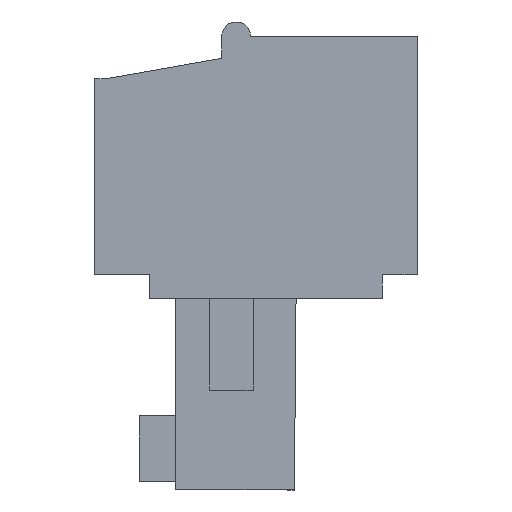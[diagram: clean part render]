
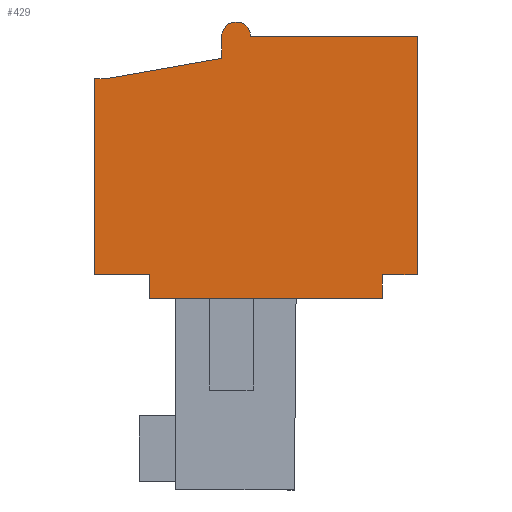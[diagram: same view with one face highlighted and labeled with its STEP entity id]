
A CAD part, left-side view. The second image highlights one B-rep face of the part: STEP entity #429.
In plain terms, the highlighted planar face has unit normal (-1, 0, 0).
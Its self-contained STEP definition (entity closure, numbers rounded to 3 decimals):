
#345=AXIS2_PLACEMENT_3D('Plane Axis2P3D',#342,#343,#344) ;
#363=AXIS2_PLACEMENT_3D('Circle Axis2P3D',#361,#362,$) ;
#40=CARTESIAN_POINT('Vertex',(0.,1.2,7.4)) ;
#45=CARTESIAN_POINT('Line Origine',(0.,1.2,7.)) ;
#49=CARTESIAN_POINT('Vertex',(0.,1.2,6.6)) ;
#285=CARTESIAN_POINT('Vertex',(0.,0.,7.4)) ;
#288=CARTESIAN_POINT('Line Origine',(0.,0.6,7.4)) ;
#342=CARTESIAN_POINT('Axis2P3D Location',(0.,0.,0.)) ;
#347=CARTESIAN_POINT('Line Origine',(0.,0.,11.5)) ;
#351=CARTESIAN_POINT('Vertex',(0.,0.,15.6)) ;
#354=CARTESIAN_POINT('Line Origine',(0.,2.865,15.6)) ;
#358=CARTESIAN_POINT('Vertex',(0.,5.73,15.6)) ;
#361=CARTESIAN_POINT('Axis2P3D Location',(0.,6.23,15.6)) ;
#365=CARTESIAN_POINT('Vertex',(0.,6.73,15.6)) ;
#368=CARTESIAN_POINT('Line Origine',(0.,6.73,15.225)) ;
#372=CARTESIAN_POINT('Vertex',(0.,6.73,14.85)) ;
#375=CARTESIAN_POINT('Line Origine',(0.,8.715,14.5)) ;
#379=CARTESIAN_POINT('Vertex',(0.,10.7,14.15)) ;
#382=CARTESIAN_POINT('Line Origine',(0.,10.9,14.15)) ;
#386=CARTESIAN_POINT('Vertex',(0.,11.1,14.15)) ;
#389=CARTESIAN_POINT('Line Origine',(0.,11.1,10.775)) ;
#393=CARTESIAN_POINT('Vertex',(0.,11.1,7.4)) ;
#396=CARTESIAN_POINT('Line Origine',(0.,10.15,7.4)) ;
#400=CARTESIAN_POINT('Vertex',(0.,9.2,7.4)) ;
#403=CARTESIAN_POINT('Line Origine',(0.,9.2,7.)) ;
#407=CARTESIAN_POINT('Vertex',(0.,9.2,6.6)) ;
#410=CARTESIAN_POINT('Line Origine',(0.,5.2,6.6)) ;
#46=DIRECTION('Vector Direction',(0.,0.,-1.)) ;
#289=DIRECTION('Vector Direction',(0.,1.,0.)) ;
#343=DIRECTION('Axis2P3D Direction',(-1.,0.,0.)) ;
#344=DIRECTION('Axis2P3D XDirection',(0.,0.,1.)) ;
#348=DIRECTION('Vector Direction',(0.,0.,-1.)) ;
#355=DIRECTION('Vector Direction',(0.,-1.,0.)) ;
#362=DIRECTION('Axis2P3D Direction',(-1.,0.,0.)) ;
#369=DIRECTION('Vector Direction',(0.,0.,1.)) ;
#376=DIRECTION('Vector Direction',(0.,-0.985,0.174)) ;
#383=DIRECTION('Vector Direction',(0.,-1.,0.)) ;
#390=DIRECTION('Vector Direction',(0.,0.,1.)) ;
#397=DIRECTION('Vector Direction',(0.,1.,0.)) ;
#404=DIRECTION('Vector Direction',(0.,0.,1.)) ;
#411=DIRECTION('Vector Direction',(0.,1.,0.)) ;
#47=VECTOR('Line Direction',#46,1.) ;
#290=VECTOR('Line Direction',#289,1.) ;
#349=VECTOR('Line Direction',#348,1.) ;
#356=VECTOR('Line Direction',#355,1.) ;
#370=VECTOR('Line Direction',#369,1.) ;
#377=VECTOR('Line Direction',#376,1.) ;
#384=VECTOR('Line Direction',#383,1.) ;
#391=VECTOR('Line Direction',#390,1.) ;
#398=VECTOR('Line Direction',#397,1.) ;
#405=VECTOR('Line Direction',#404,1.) ;
#412=VECTOR('Line Direction',#411,1.) ;
#416=ORIENTED_EDGE('',*,*,#353,.T.) ;
#417=ORIENTED_EDGE('',*,*,#360,.T.) ;
#418=ORIENTED_EDGE('',*,*,#367,.T.) ;
#419=ORIENTED_EDGE('',*,*,#374,.T.) ;
#420=ORIENTED_EDGE('',*,*,#381,.T.) ;
#421=ORIENTED_EDGE('',*,*,#388,.T.) ;
#422=ORIENTED_EDGE('',*,*,#395,.T.) ;
#423=ORIENTED_EDGE('',*,*,#402,.T.) ;
#424=ORIENTED_EDGE('',*,*,#409,.T.) ;
#425=ORIENTED_EDGE('',*,*,#414,.T.) ;
#426=ORIENTED_EDGE('',*,*,#51,.T.) ;
#427=ORIENTED_EDGE('',*,*,#292,.T.) ;
#429=ADVANCED_FACE('HOUSING',(#428),#346,.T.) ;
#364=CIRCLE('generated circle',#363,0.5) ;
#51=EDGE_CURVE('',#50,#41,#48,.F.) ;
#292=EDGE_CURVE('',#41,#286,#291,.F.) ;
#353=EDGE_CURVE('',#286,#352,#350,.F.) ;
#360=EDGE_CURVE('',#352,#359,#357,.F.) ;
#367=EDGE_CURVE('',#359,#366,#364,.T.) ;
#374=EDGE_CURVE('',#366,#373,#371,.F.) ;
#381=EDGE_CURVE('',#373,#380,#378,.F.) ;
#388=EDGE_CURVE('',#380,#387,#385,.F.) ;
#395=EDGE_CURVE('',#387,#394,#392,.F.) ;
#402=EDGE_CURVE('',#394,#401,#399,.F.) ;
#409=EDGE_CURVE('',#401,#408,#406,.F.) ;
#414=EDGE_CURVE('',#408,#50,#413,.F.) ;
#415=EDGE_LOOP('',(#416,#417,#418,#419,#420,#421,#422,#423,#424,#425,#426,#427)) ;
#428=FACE_OUTER_BOUND('',#415,.T.) ;
#48=LINE('Line',#45,#47) ;
#291=LINE('Line',#288,#290) ;
#350=LINE('Line',#347,#349) ;
#357=LINE('Line',#354,#356) ;
#371=LINE('Line',#368,#370) ;
#378=LINE('Line',#375,#377) ;
#385=LINE('Line',#382,#384) ;
#392=LINE('Line',#389,#391) ;
#399=LINE('Line',#396,#398) ;
#406=LINE('Line',#403,#405) ;
#413=LINE('Line',#410,#412) ;
#346=PLANE('',#345) ;
#41=VERTEX_POINT('',#40) ;
#50=VERTEX_POINT('',#49) ;
#286=VERTEX_POINT('',#285) ;
#352=VERTEX_POINT('',#351) ;
#359=VERTEX_POINT('',#358) ;
#366=VERTEX_POINT('',#365) ;
#373=VERTEX_POINT('',#372) ;
#380=VERTEX_POINT('',#379) ;
#387=VERTEX_POINT('',#386) ;
#394=VERTEX_POINT('',#393) ;
#401=VERTEX_POINT('',#400) ;
#408=VERTEX_POINT('',#407) ;
